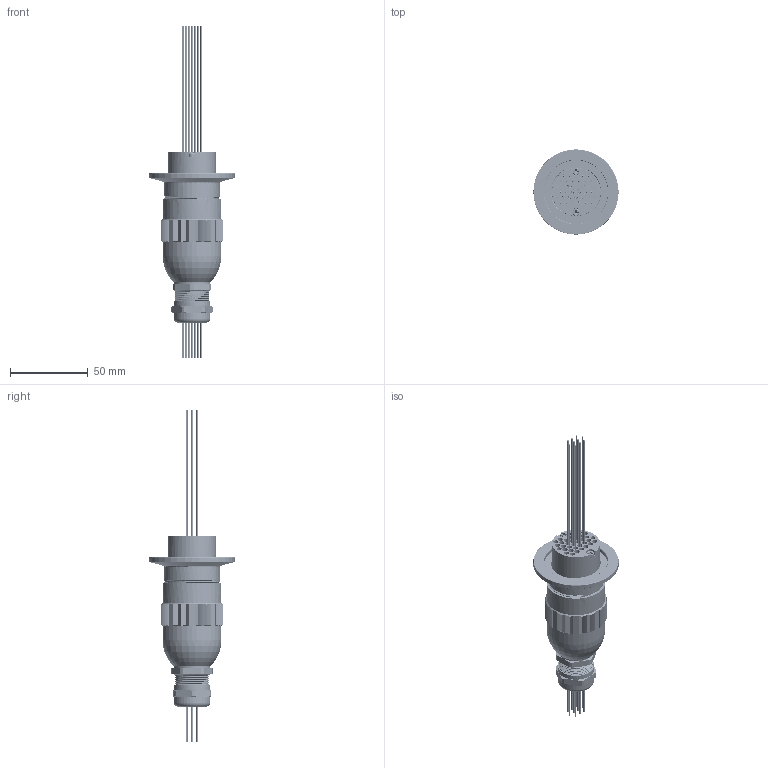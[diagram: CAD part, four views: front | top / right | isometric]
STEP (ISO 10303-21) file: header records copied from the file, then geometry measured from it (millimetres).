
FILE_DESCRIPTION (( 'STEP AP214' ), '1' );
FILE_NAME ('外发模型(带护线筒)-Z-S-KF40-3610-L70-L80.STEP', '2024-08-20T02:34:20', ( '' ), ( '' ), 'SwSTEP 2.0', 'SolidWorks 2020', '' );
FILE_SCHEMA (( 'AUTOMOTIVE_DESIGN' ));
Length unit declared in the file: millimetre
Products named in the file (19): 俋楷耀倰-Z-TE-170362+萇盄-0.3; 萇盄蝶々-0.3; 囀郋彶踡蛈 10-14; 俋楷耀倰-XF-36P10-TE-VAC-PPS; 萇盄囀郋-0.3; 俋楷耀倰-Z-XF-36P10-TE-AIR-PPS; 誘盄芠俋褲-CPC-M36D14; NDL-D10L180; 俋楷-TE-170362; 俋楷耀倰-S-KF40-3610-L70-L80; 外发模型(带护线筒)-Z-S-KF40-3610-L70-L80; 俋楷耀倰-Z-XF-36P10-TE-VAC-PPS; M3-16-4 - 坋趼芛; 誘盄芠-CPC-M36D14; 囀郋躇猾杶 10-14; 俋楷耀倰-XF-36P10-TE-AIR-PPS; 俋楷耀倰-FL-S-KF40-3610-L70-L80; 誘盄芠囀郋-FTL14-M20NX; 誘盄芠蹟簽-LT14-PG16
Assembly tree (75 placements, depth 4):
  外发模型(带护线筒)-Z-S-KF40-3610-L70-L80
    俋楷耀倰-S-KF40-3610-L70-L80
      俋楷耀倰-FL-S-KF40-3610-L70-L80
      NDL-D10L180  x36
    俋楷耀倰-Z-XF-36P10-TE-VAC-PPS
      俋楷耀倰-XF-36P10-TE-VAC-PPS
      M3-16-4 - 坋趼芛  x2
      俋楷耀倰-Z-TE-170362+萇盄-0.3  x10
        萇盄蝶々-0.3
        萇盄囀郋-0.3
        俋楷-TE-170362
    俋楷耀倰-Z-XF-36P10-TE-AIR-PPS
      俋楷耀倰-XF-36P10-TE-AIR-PPS
      M3-16-4 - 坋趼芛  x2
      俋楷耀倰-Z-TE-170362+萇盄-0.3  x10
        萇盄蝶々-0.3
        萇盄囀郋-0.3
        俋楷-TE-170362
    誘盄芠-CPC-M36D14
      誘盄芠俋褲-CPC-M36D14
      誘盄芠囀郋-FTL14-M20NX
        誘盄芠蹟簽-LT14-PG16
        囀郋躇猾杶 10-14
        囀郋彶踡蛈 10-14
Bounding box: 55 x 55 x 214 mm (x, y, z)
Volume: 57256.1 mm3; surface area: 74385.7 mm2
Topology: 107 solids, 107 shells, 3396 faces, 8589 edges, 5684 vertices
Faces by surface type: plane 1513, cylinder 885, bspline 756, cone 141, torus 93, sphere 8
Full cylindrical faces by diameter (mm): 0.65 x40, 0.96 x20, 1 x72, 1.15 x20, 1.4 x20, 1.8 x96, 2.5 x34, 3.3 x72, 3.5 x4, 4.5 x4, 14.2 x2, 14.5 x1, 17.4 x2, 19.2 x1, 19.3 x1, 19.7 x1, 20 x1, 23.7 x3, 31 x2, 34.5 x1, 36 x4, 36.5 x1, 38 x2, 41.2 x1, 55 x1
Entity records: 71293 total; most frequent: CARTESIAN_POINT 40547, ORIENTED_EDGE 6752, DIRECTION 4914, EDGE_CURVE 3376, VERTEX_POINT 2767, AXIS2_PLACEMENT_3D 1963, EDGE_LOOP 1805, B_SPLINE_CURVE_WITH_KNOTS 1486
